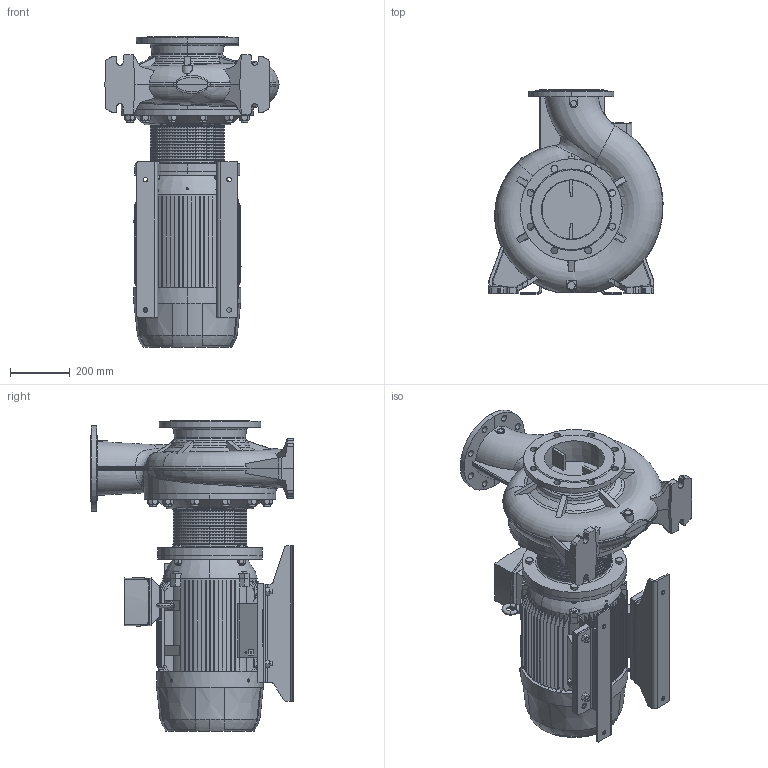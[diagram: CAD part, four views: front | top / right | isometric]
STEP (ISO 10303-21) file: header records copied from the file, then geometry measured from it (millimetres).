
FILE_DESCRIPTION (( 'STEP AP214' ), '1' );
FILE_NAME ('4.93.494.18swa02.step', '2022-09-06T14:01:02', ( '' ), ( '' ), 'SwSTEP 2.0', 'SolidWorks 2020', '' );
FILE_SCHEMA (( 'AUTOMOTIVE_DESIGN' ));
Length unit declared in the file: millimetre
Products named in the file (4): Copia di 185079^4.93.494.18swa02; Copia di 4_66_599_REV00_SEMPLIFICATO^4.93.494.18swa02; Copia di 1.66.288swp01^4.93.494.18swa02_SEMPLIFICATO; 4.93.494.18swa02
Assembly tree (3 placements, depth 2):
  4.93.494.18swa02
    Copia di 185079^4.93.494.18swa02
    Copia di 1.66.288swp01^4.93.494.18swa02_SEMPLIFICATO
    Copia di 4_66_599_REV00_SEMPLIFICATO^4.93.494.18swa02
Bounding box: 581.32 x 680 x 1037.8 mm (x, y, z)
Volume: 68966839.3 mm3; surface area: 4361406.4 mm2
Topology: 19 solids, 23 shells, 5404 faces, 15709 edges, 10388 vertices
Faces by surface type: plane 4481, cylinder 433, cone 202, torus 165, bspline 123
Entity records: 241940 total; most frequent: CARTESIAN_POINT 93832, ORIENTED_EDGE 31394, DIRECTION 29771, EDGE_CURVE 15707, VERTEX_POINT 10388, AXIS2_PLACEMENT_3D 10112, VECTOR 9547, LINE 9547
